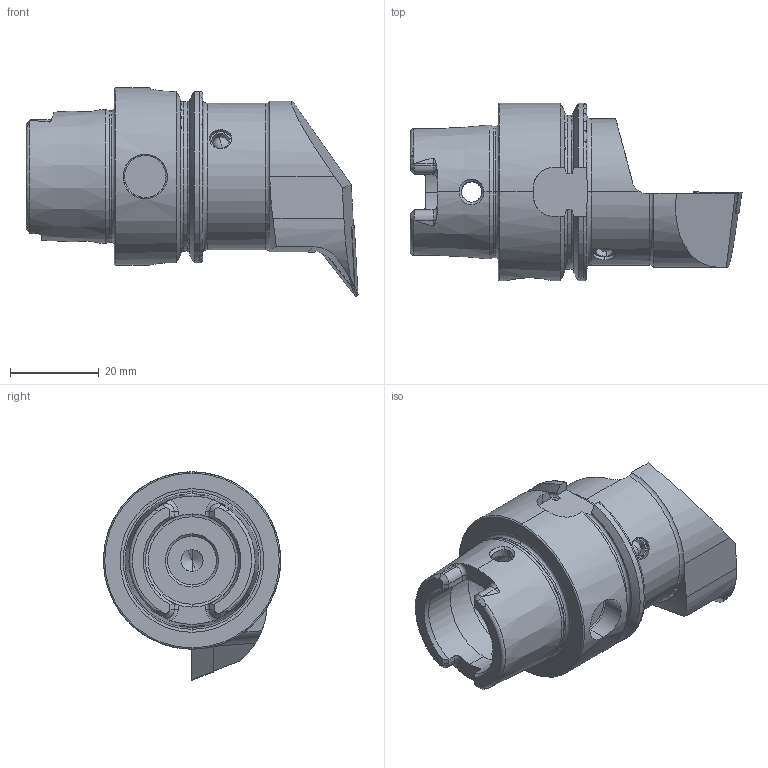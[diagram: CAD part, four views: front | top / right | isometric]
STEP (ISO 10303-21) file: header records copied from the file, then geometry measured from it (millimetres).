
FILE_DESCRIPTION (( 'STEP AP214' ), '1' );
FILE_NAME ('HA4.KVB.RUA.055.STEP', '2020-09-17T07:21:34', ( '' ), ( '' ), 'SwSTEP 2.0', 'SolidWorks 2017', '' );
FILE_SCHEMA (( 'AUTOMOTIVE_DESIGN' ));
Length unit declared in the file: millimetre
Products named in the file (5): HA4.KVB.RUA.055; WCB-ER2.001.009_A; KVT_MB_600_050; HA4-KVB.RUA.055_B_Fertigbearbeitung; VCMT160404
Assembly tree (4 placements, depth 2):
  HA4.KVB.RUA.055
    HA4-KVB.RUA.055_B_Fertigbearbeitung
    WCB-ER2.001.009_A
    VCMT160404
    KVT_MB_600_050
Bounding box: 74.9 x 40 x 47 mm (x, y, z)
Volume: 41334.4 mm3; surface area: 14117.3 mm2
Topology: 5 solids, 5 shells, 321 faces, 824 edges, 505 vertices
Faces by surface type: cylinder 92, cone 83, plane 82, torus 40, bspline 20, sphere 4
Entity records: 13258 total; most frequent: CARTESIAN_POINT 4041, ORIENTED_EDGE 1614, DIRECTION 1472, EDGE_CURVE 807, AXIS2_PLACEMENT_3D 587, VERTEX_POINT 502, EDGE_LOOP 337, FACE_OUTER_BOUND 321
